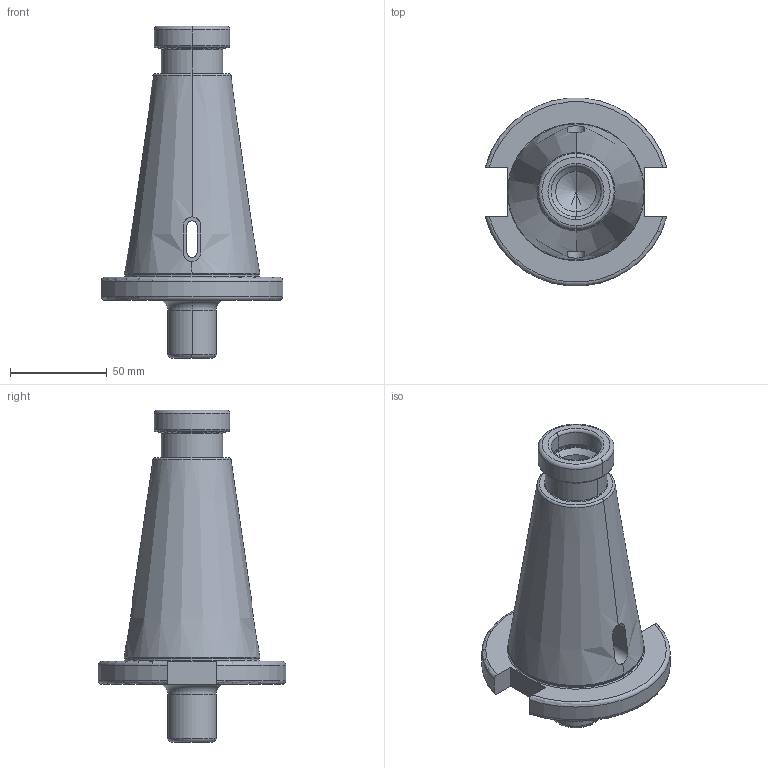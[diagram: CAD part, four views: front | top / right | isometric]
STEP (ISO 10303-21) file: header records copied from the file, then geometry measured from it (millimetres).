
FILE_DESCRIPTION((''),'2;1');
FILE_NAME('501_07_01','2020-09-09T',('103090'),(''),'CREO PARAMETRIC BY PTC INC, 2016260','CREO PARAMETRIC BY PTC INC, 2016260','');
FILE_SCHEMA(('CONFIG_CONTROL_DESIGN'));
Length unit declared in the file: millimetre
Products named in the file (1): 501_07_01
Bounding box: 94.05 x 97.13 x 171.8 mm (x, y, z)
Volume: 343896.2 mm3; surface area: 46945.4 mm2
Topology: 1 solids, 1 shells, 87 faces, 202 edges, 119 vertices
Faces by surface type: torus 30, cylinder 22, plane 21, cone 14
Entity records: 2716 total; most frequent: CARTESIAN_POINT 659, DIRECTION 464, ORIENTED_EDGE 400, EDGE_CURVE 200, AXIS2_PLACEMENT_3D 196, VERTEX_POINT 119, CIRCLE 106, EDGE_LOOP 93
